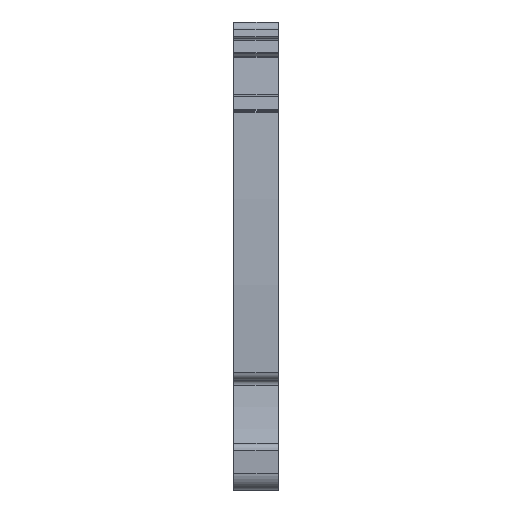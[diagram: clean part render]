
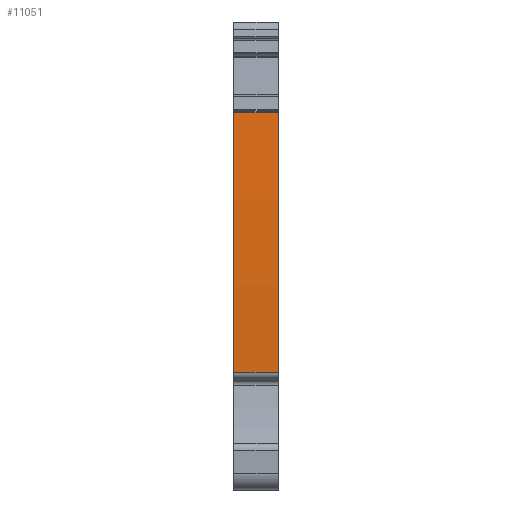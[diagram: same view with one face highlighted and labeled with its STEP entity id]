
A CAD part, front view. The second image highlights one B-rep face of the part: STEP entity #11051.
In plain terms, the highlighted cylindrical face has radius 240 mm (diameter 480 mm), a partial arc.
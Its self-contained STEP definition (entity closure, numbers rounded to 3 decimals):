
#1936=AXIS2_PLACEMENT_3D('Circle Axis2P3D',#1934,#1935,$) ;
#6694=AXIS2_PLACEMENT_3D('Circle Axis2P3D',#6692,#6693,$) ;
#10432=AXIS2_PLACEMENT_3D('Cylinder Axis2P3D',#10429,#10430,#10431) ;
#1931=CARTESIAN_POINT('Vertex',(5.1,1.73,42.906)) ;
#1934=CARTESIAN_POINT('Axis2P3D Location',(5.1,241.169,26.5)) ;
#1938=CARTESIAN_POINT('Vertex',(5.1,1.527,13.395)) ;
#6689=CARTESIAN_POINT('Vertex',(0.,1.527,13.395)) ;
#6692=CARTESIAN_POINT('Axis2P3D Location',(0.,241.169,26.5)) ;
#6696=CARTESIAN_POINT('Vertex',(0.,1.73,42.906)) ;
#10429=CARTESIAN_POINT('Axis2P3D Location',(2.55,241.169,26.5)) ;
#11027=CARTESIAN_POINT('Line Origine',(2.55,1.73,42.906)) ;
#11040=CARTESIAN_POINT('Line Origine',(2.55,1.527,13.395)) ;
#1935=DIRECTION('Axis2P3D Direction',(1.,0.,0.)) ;
#6693=DIRECTION('Axis2P3D Direction',(1.,0.,0.)) ;
#10430=DIRECTION('Axis2P3D Direction',(1.,0.,0.)) ;
#10431=DIRECTION('Axis2P3D XDirection',(0.,-0.994,0.107)) ;
#11028=DIRECTION('Vector Direction',(1.,0.,0.)) ;
#11041=DIRECTION('Vector Direction',(1.,0.,0.)) ;
#11029=VECTOR('Line Direction',#11028,1.) ;
#11042=VECTOR('Line Direction',#11041,1.) ;
#11046=ORIENTED_EDGE('',*,*,#6698,.T.) ;
#11047=ORIENTED_EDGE('',*,*,#11044,.T.) ;
#11048=ORIENTED_EDGE('',*,*,#1940,.F.) ;
#11049=ORIENTED_EDGE('',*,*,#11031,.F.) ;
#11051=ADVANCED_FACE('MLD',(#11050),#10433,.T.) ;
#1937=CIRCLE('generated circle',#1936,240.) ;
#6695=CIRCLE('generated circle',#6694,240.) ;
#10433=CYLINDRICAL_SURFACE('generated cylinder',#10432,240.) ;
#1940=EDGE_CURVE('',#1932,#1939,#1937,.T.) ;
#6698=EDGE_CURVE('',#6697,#6690,#6695,.T.) ;
#11031=EDGE_CURVE('',#6697,#1932,#11030,.T.) ;
#11044=EDGE_CURVE('',#6690,#1939,#11043,.T.) ;
#11045=EDGE_LOOP('',(#11046,#11047,#11048,#11049)) ;
#11050=FACE_OUTER_BOUND('',#11045,.T.) ;
#11030=LINE('Line',#11027,#11029) ;
#11043=LINE('Line',#11040,#11042) ;
#1932=VERTEX_POINT('',#1931) ;
#1939=VERTEX_POINT('',#1938) ;
#6690=VERTEX_POINT('',#6689) ;
#6697=VERTEX_POINT('',#6696) ;
